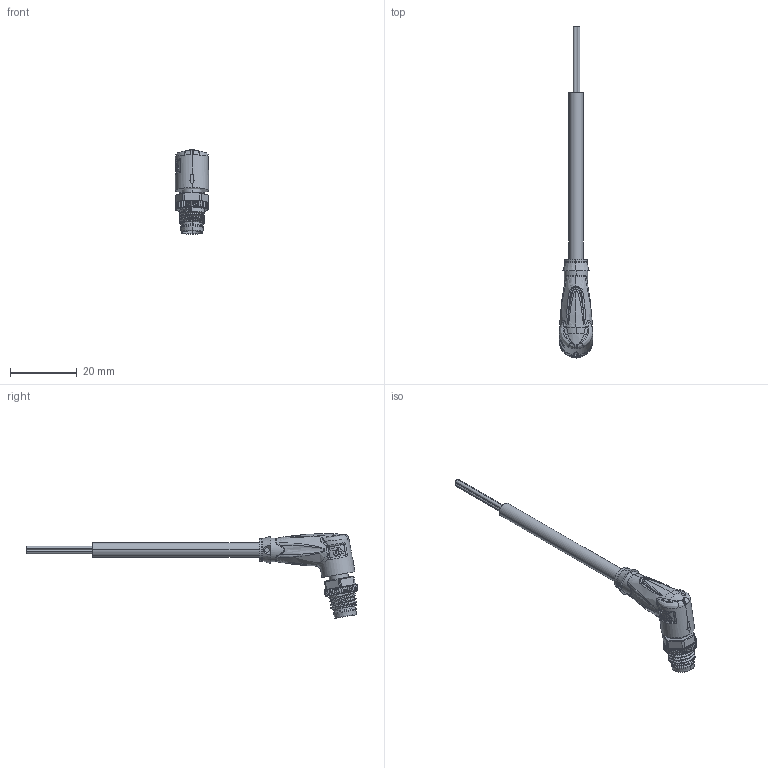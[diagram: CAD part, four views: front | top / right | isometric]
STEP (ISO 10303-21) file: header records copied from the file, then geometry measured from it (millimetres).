
FILE_DESCRIPTION(('STEP AP214'),'1');
FILE_NAME('cctmp_8C38F822-289C-405A-8F47-181CCCE0658E_2022_04_27_10_37_35_0197..stp','2022-04-27T08:37:40',('KiM GmbH'),('CADClick - www.CADClick.com'),'Spatial InterOp 3D postprocessed',' ','unknown authorization');
FILE_SCHEMA(('AUTOMOTIVE_DESIGN'));
Length unit declared in the file: millimetre
Products named in the file (7): T193696_1; Connection2; Cable; Connection1; Connection1_2; Connection1_1; T193696
Assembly tree (6 placements, depth 4):
  T193696
    T193696_1
      Connection2
      Cable
      Connection1
        Connection1_2
        Connection1_1
Bounding box: 10 x 99.7 x 25.44 mm (x, y, z)
Volume: 3284.1 mm3; surface area: 3240.7 mm2
Topology: 7 solids, 7 shells, 809 faces, 2157 edges, 1375 vertices
Faces by surface type: plane 363, bspline 134, cylinder 112, cone 90, torus 88, extrusion 16, sphere 6
Entity records: 46496 total; most frequent: CARTESIAN_POINT 22571, ORIENTED_EDGE 4294, DIRECTION 3395, EDGE_CURVE 2147, STYLED_ITEM 1437, PRESENTATION_STYLE_ASSIGNMENT 1437, VERTEX_POINT 1375, AXIS2_PLACEMENT_3D 1157
